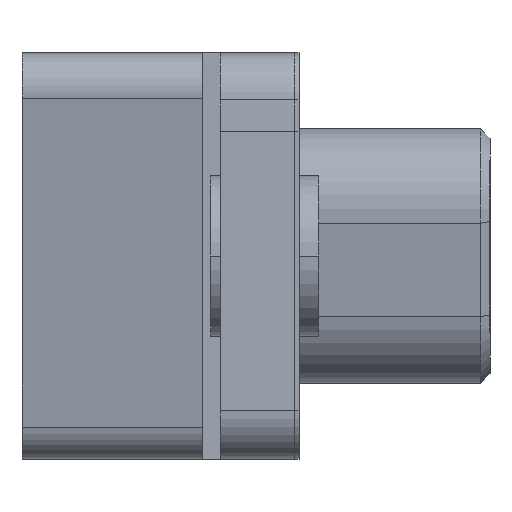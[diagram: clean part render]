
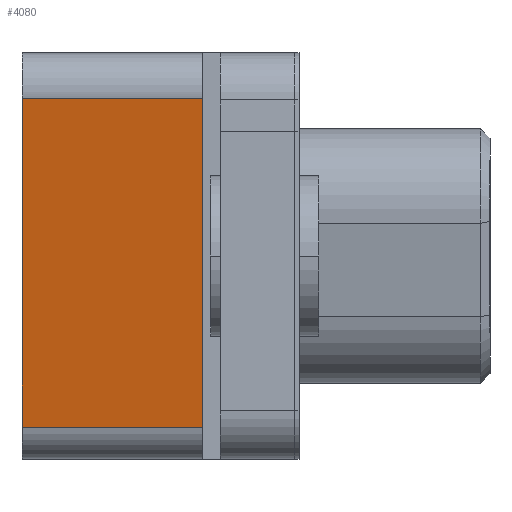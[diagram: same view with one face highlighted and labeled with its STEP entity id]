
A CAD part, left-side view. The second image highlights one B-rep face of the part: STEP entity #4080.
In plain terms, the highlighted planar face has unit normal (-0.985, 0, -0.174).
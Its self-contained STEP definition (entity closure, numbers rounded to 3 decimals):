
#3308=DIRECTION('',(0.,1.,0.));
#3309=VECTOR('',#3308,5.6);
#3310=CARTESIAN_POINT('',(96.783,76.533,128.727));
#3311=LINE('',#3310,#3309);
#3321=DIRECTION('',(0.174,0.,-0.985));
#3322=VECTOR('',#3321,10.357);
#3323=CARTESIAN_POINT('',(94.984,76.533,138.927));
#3324=LINE('',#3323,#3322);
#3564=DIRECTION('',(0.,-1.,0.));
#3565=VECTOR('',#3564,5.6);
#3566=CARTESIAN_POINT('',(94.984,82.133,138.927));
#3567=LINE('',#3566,#3565);
#3591=DIRECTION('',(-0.174,0.,0.985));
#3592=VECTOR('',#3591,10.357);
#3593=CARTESIAN_POINT('',(96.783,82.133,128.727));
#3594=LINE('',#3593,#3592);
#3614=CARTESIAN_POINT('',(96.783,76.533,128.727));
#3616=VERTEX_POINT('',#3614);
#3618=CARTESIAN_POINT('',(94.984,76.533,138.927));
#3619=VERTEX_POINT('',#3618);
#3620=CARTESIAN_POINT('',(96.783,82.133,128.727));
#3621=VERTEX_POINT('',#3620);
#3628=CARTESIAN_POINT('',(94.984,82.133,138.927));
#3629=VERTEX_POINT('',#3628);
#4068=CARTESIAN_POINT('',(96.783,82.133,128.727));
#4069=DIRECTION('',(-0.985,0.,-0.174));
#4070=DIRECTION('',(-0.174,0.,0.985));
#4071=AXIS2_PLACEMENT_3D('',#4068,#4069,#4070);
#4072=PLANE('',#4071);
#4073=ORIENTED_EDGE('',*,*,#3734,.T.);
#4074=ORIENTED_EDGE('',*,*,#3721,.T.);
#4076=ORIENTED_EDGE('',*,*,#4075,.T.);
#4077=ORIENTED_EDGE('',*,*,#4057,.T.);
#4078=EDGE_LOOP('',(#4073,#4074,#4076,#4077));
#4079=FACE_OUTER_BOUND('',#4078,.F.);
#4080=ADVANCED_FACE('',(#4079),#4072,.T.);
#3721=EDGE_CURVE('',#3616,#3621,#3311,.T.);
#3734=EDGE_CURVE('',#3619,#3616,#3324,.T.);
#4057=EDGE_CURVE('',#3629,#3619,#3567,.T.);
#4075=EDGE_CURVE('',#3621,#3629,#3594,.T.);
